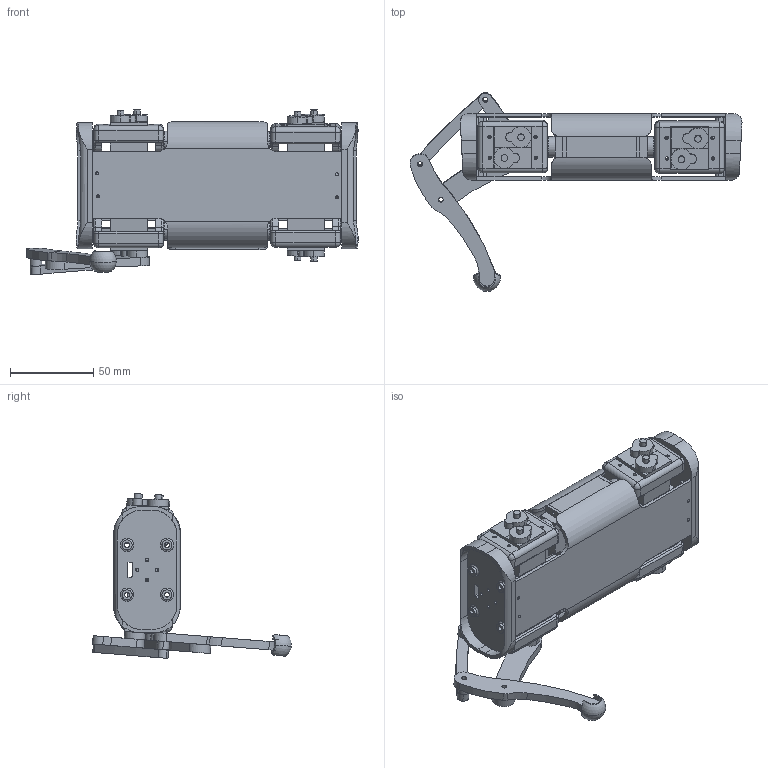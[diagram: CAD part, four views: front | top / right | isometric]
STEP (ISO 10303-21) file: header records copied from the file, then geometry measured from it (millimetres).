
FILE_DESCRIPTION (( 'STEP AP203' ), '1' );
FILE_NAME ('×°ÅäÌå2.STEP', '2019-06-05T04:53:35', ( '' ), ( '' ), 'SwSTEP 2.0', 'SolidWorks 2016', '' );
FILE_SCHEMA (( 'CONFIG_CONTROL_DESIGN' ));
Length unit declared in the file: millimetre
Products named in the file (15): 垫圈; 嗆儂殤; 蚾饜极2; 苤虯; 褐; 旯极; 牷旋1; 抯裝; 湮虯; 奻裔; 旯极2; 粣; 虯; 嗆儂; 嶺裝
Assembly tree (26 placements, depth 3):
  蚾饜极2
    旯极
    嗆儂  x4
    虯  x4
      嗆儂殤
      嗆儂
    旯极2  x2
    湮虯
    牷旋1
    嶺裝
    苤虯
    奻裔  x2
    垫圈
    褐
    粣  x2
    抯裝  x2
Bounding box: 199.96 x 119.81 x 99.23 mm (x, y, z)
Volume: 199958 mm3; surface area: 130752.2 mm2
Topology: 31 solids, 31 shells, 1132 faces, 2927 edges, 1877 vertices
Faces by surface type: cylinder 547, plane 510, torus 56, sphere 18, bspline 1
Entity records: 15687 total; most frequent: CARTESIAN_POINT 2686, DIRECTION 2472, ORIENTED_EDGE 2214, EDGE_CURVE 1107, AXIS2_PLACEMENT_3D 942, VERTEX_POINT 724, VECTOR 588, LINE 588
